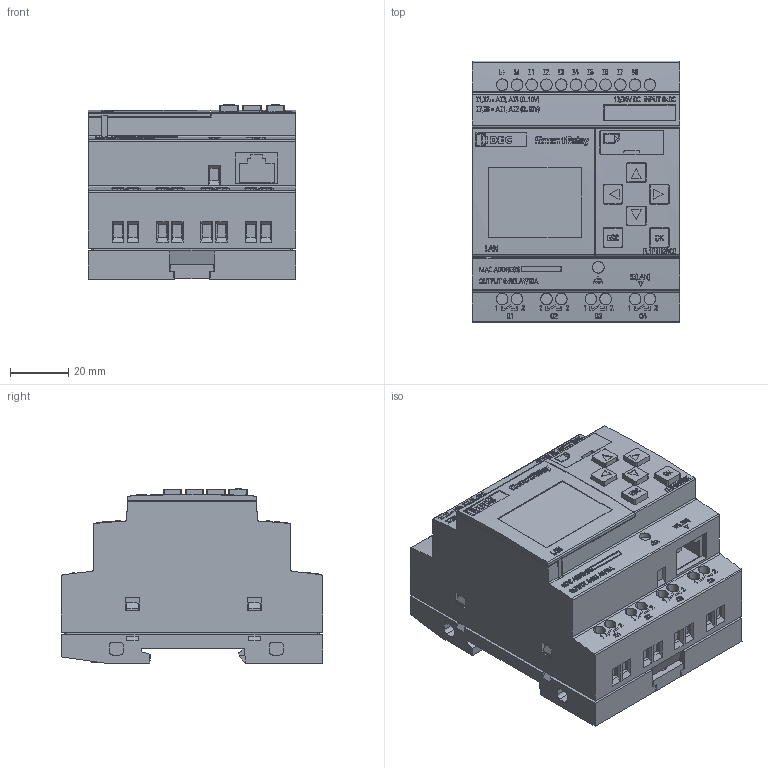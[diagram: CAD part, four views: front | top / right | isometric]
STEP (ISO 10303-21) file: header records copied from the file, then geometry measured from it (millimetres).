
FILE_DESCRIPTION (( 'STEP AP203' ), '1' );
FILE_NAME ('FL1F-H12RCE_3d.STEP', '2016-08-25T11:43:41', ( '' ), ( '' ), 'SwSTEP 2.0', 'SolidWorks 2014', '' );
FILE_SCHEMA (( 'CONFIG_CONTROL_DESIGN' ));
Products named in the file (4): A5E36443596A_001_2; FL1F-H12RCE_3d; A5E36459864A_001; A5E36443599A_001_2
Assembly tree (3 placements, depth 2):
  FL1F-H12RCE_3d
    A5E36443596A_001_2
    A5E36459864A_001
    A5E36443599A_001_2
Bounding box: 71.5 x 90 x 59.92 mm (x, y, z)
Volume: 294216 mm3; surface area: 41675.6 mm2
Topology: 174 solids, 174 shells, 2932 faces, 7375 edges, 4886 vertices
Faces by surface type: plane 2190, bspline 580, cylinder 162
Entity records: 111436 total; most frequent: CARTESIAN_POINT 45196, ORIENTED_EDGE 14750, DIRECTION 10745, EDGE_CURVE 7375, LINE 5823, VECTOR 5823, VERTEX_POINT 4886, EDGE_LOOP 3131
